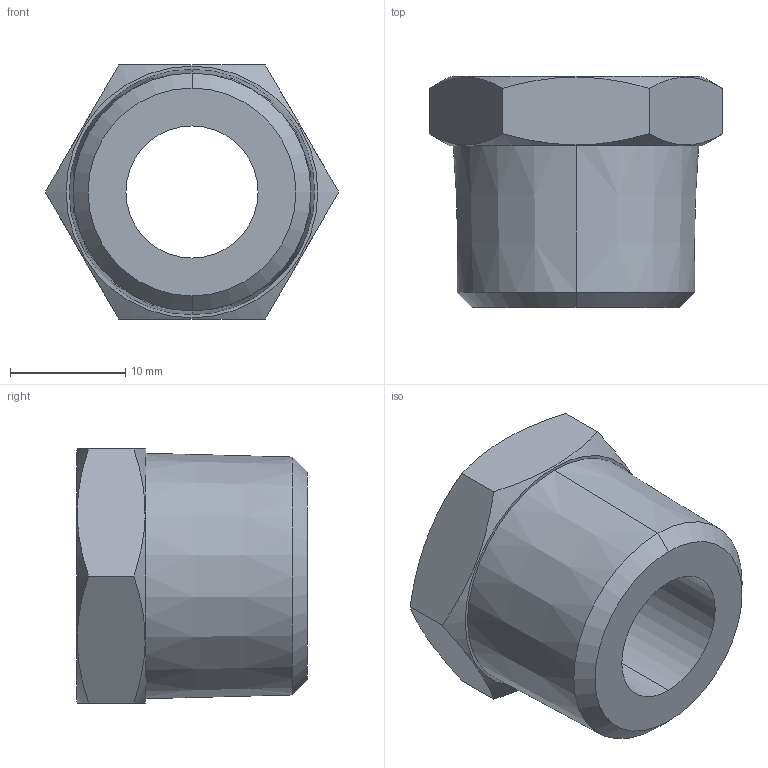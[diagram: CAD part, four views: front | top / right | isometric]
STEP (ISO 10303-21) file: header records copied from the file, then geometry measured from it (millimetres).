
FILE_DESCRIPTION(( 'RX.14.12.14HP.STEP' ), '1');
FILE_NAME( 'RX.14.12.14HP.STEP', '2018-10-10T12:03:41',( 'Sopra'),('sopra-pneumatic.com'), 'SwSTEP 2.0','SolidWorks 2009','' );
FILE_SCHEMA (( 'CONFIG_CONTROL_DESIGN' ));
Length unit declared in the file: millimetre
Products named in the file (1): X5040204
Bounding box: 25.4 x 20 x 22 mm (x, y, z)
Volume: 5158.7 mm3; surface area: 2589.1 mm2
Topology: 1 solids, 1 shells, 21 faces, 50 edges, 32 vertices
Faces by surface type: cone 10, plane 9, cylinder 2
Entity records: 793 total; most frequent: CARTESIAN_POINT 240, ORIENTED_EDGE 100, DIRECTION 94, EDGE_CURVE 50, AXIS2_PLACEMENT_3D 38, VERTEX_POINT 32, EDGE_LOOP 24, ADVANCED_FACE 21
